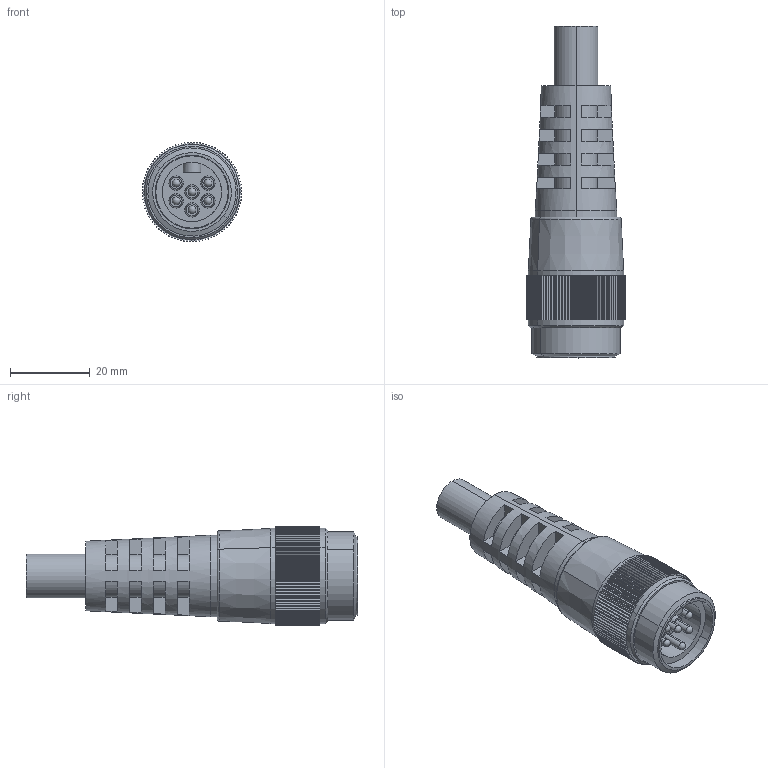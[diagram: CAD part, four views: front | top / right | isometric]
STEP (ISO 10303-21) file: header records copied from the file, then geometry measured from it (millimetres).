
FILE_DESCRIPTION((''),'2;1');
FILE_NAME('MZ6-_M-20_ASM','2019-04-24T',('Administrator'),(''),'PRO/ENGINEER BY PARAMETRIC TECHNOLOGY CORPORATION, 2012480','PRO/ENGINEER BY PARAMETRIC TECHNOLOGY CORPORATION, 2012480','');
FILE_SCHEMA(('CONFIG_CONTROL_DESIGN'));
Length unit declared in the file: millimetre
Products named in the file (1): MZ6-_M-20_ASM
Bounding box: 25 x 83.5 x 25 mm (x, y, z)
Volume: 22287.9 mm3; surface area: 13159.4 mm2
Topology: 1 solids, 19 shells, 607 faces, 1571 edges, 1027 vertices
Faces by surface type: plane 334, cylinder 230, cone 35, sphere 6, torus 2
Entity records: 18569 total; most frequent: CARTESIAN_POINT 3306, DIRECTION 3270, ORIENTED_EDGE 3094, EDGE_CURVE 1547, AXIS2_PLACEMENT_3D 1152, VERTEX_POINT 1027, VECTOR 966, LINE 966
